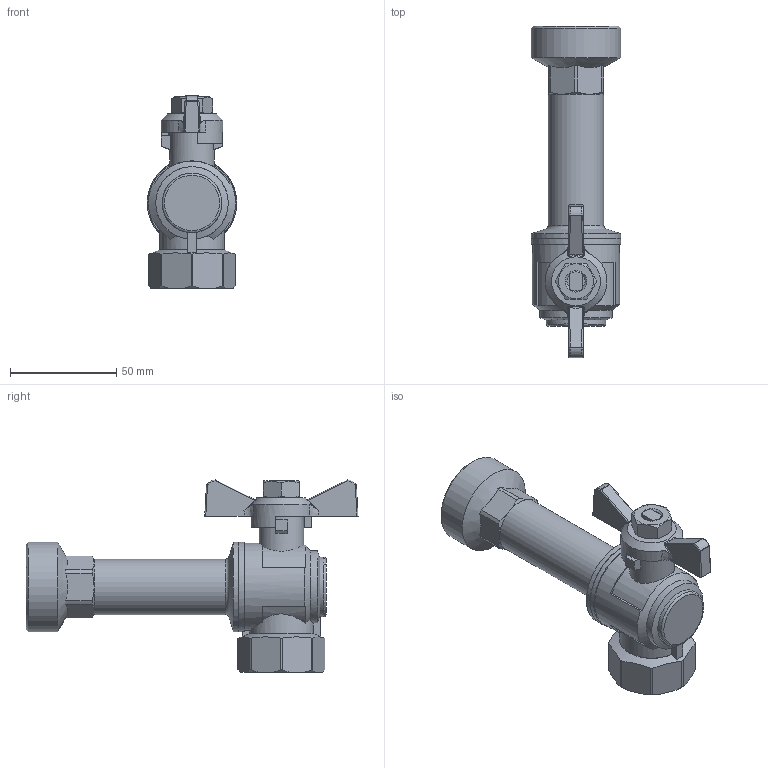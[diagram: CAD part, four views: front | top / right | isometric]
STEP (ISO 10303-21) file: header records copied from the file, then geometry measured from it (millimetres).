
FILE_DESCRIPTION(/* description */ ('Unknown'),/* implementation_level */ '2;1');
FILE_NAME(/* name */ '745-67_120',/* time_stamp */ '2022-07-25T12:19:30+02:00',/* author */ ('Unknown'),/* organization */ ('Unknown'),/* preprocessor_version */ 'ST-DEVELOPER v16.7',/* originating_system */ 'Solid Edge',/* authorisation */ 'Unknown');
FILE_SCHEMA (('AUTOMOTIVE_DESIGN {1 0 10303 214 3 1 1}'));
Length unit declared in the file: millimetre
Products named in the file (8): 745_67_lang_120; 600-1-Mutter-fl.g.; Flügelgriff 1; 745-67_lang_120; 745-67_Einschraubteil lang_120; Körper; 600-1-spindel; 600-1-Stopfbuchse
Assembly tree (7 placements, depth 3):
  745_67_lang_120
    600-1-Mutter-fl.g.
    Flügelgriff 1
    745-67_lang_120
      745-67_Einschraubteil lang_120
      Körper
      600-1-spindel
      600-1-Stopfbuchse
Bounding box: 42 x 156 x 90.3 mm (x, y, z)
Volume: 74897.2 mm3; surface area: 46752.2 mm2
Topology: 6 solids, 6 shells, 249 faces, 639 edges, 407 vertices
Faces by surface type: plane 106, cylinder 72, cone 43, bspline 18, sphere 8, torus 2
Full cylindrical faces by diameter (mm): 8.5 x1, 8.9 x1, 12 x3, 12.5 x1, 14 x1, 14.5 x1, 16 x1, 16.376 x2, 18 x1, 20 x2, 21 x1, 22.5 x1, 26 x1, 28 x1, 30 x2, 30.291 x2, 33 x1, 34 x1, 37 x2, 41 x1, 41.91 x1, 42 x2
Entity records: 9785 total; most frequent: CARTESIAN_POINT 3046, DIRECTION 1120, ORIENTED_EDGE 1116, EDGE_CURVE 558, AXIS2_PLACEMENT_3D 464, VERTEX_POINT 379, EDGE_LOOP 323, FACE_BOUND 323
